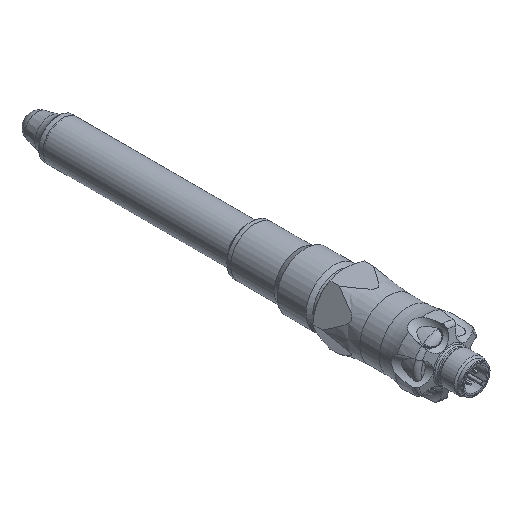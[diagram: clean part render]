
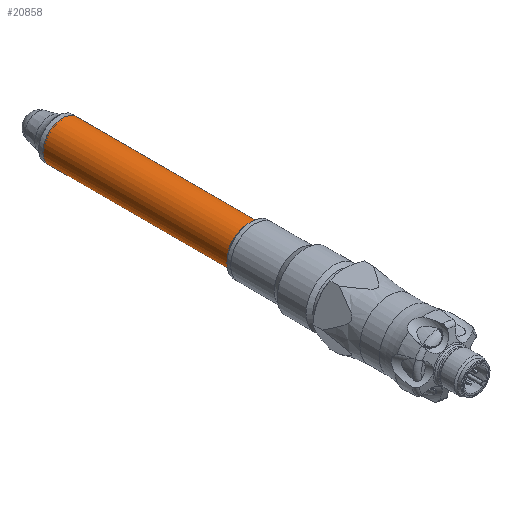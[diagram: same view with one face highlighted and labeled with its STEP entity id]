
A CAD part, isometric view. The second image highlights one B-rep face of the part: STEP entity #20858.
In plain terms, the highlighted cylindrical face has radius 7.3 mm (diameter 14.6 mm), a full revolution.
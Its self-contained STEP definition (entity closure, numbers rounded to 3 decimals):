
#7385=ORIENTED_EDGE('',*,*,#9608,.F.);
#7386=ORIENTED_EDGE('',*,*,#9607,.F.);
#9607=EDGE_CURVE('',#11015,#11015,#11669,.T.);
#9608=EDGE_CURVE('',#11016,#11016,#11670,.F.);
#11015=VERTEX_POINT('',#33700);
#11016=VERTEX_POINT('',#33703);
#11669=CIRCLE('',#22467,7.3);
#11670=CIRCLE('',#22469,7.3);
#12631=EDGE_LOOP('',(#7385));
#12632=EDGE_LOOP('',(#7386));
#13626=FACE_BOUND('',#12631,.T.);
#13627=FACE_BOUND('',#12632,.T.);
#13934=CYLINDRICAL_SURFACE('',#22468,7.3);
#20858=ADVANCED_FACE('',(#13626,#13627),#13934,.T.);
#22467=AXIS2_PLACEMENT_3D('',#33699,#26612,#26613);
#22468=AXIS2_PLACEMENT_3D('',#33701,#26614,#26615);
#22469=AXIS2_PLACEMENT_3D('',#33702,#26616,#26617);
#26612=DIRECTION('',(0.,1.,0.));
#26613=DIRECTION('',(1.,0.,0.));
#26614=DIRECTION('',(0.,1.,0.));
#26615=DIRECTION('',(0.,0.,1.));
#26616=DIRECTION('',(0.,1.,0.));
#26617=DIRECTION('',(0.,0.,1.));
#33699=CARTESIAN_POINT('',(0.,71.15,0.));
#33700=CARTESIAN_POINT('',(7.3,71.15,0.));
#33701=CARTESIAN_POINT('',(0.,2.65,0.));
#33702=CARTESIAN_POINT('',(0.,2.65,0.));
#33703=CARTESIAN_POINT('',(0.,2.65,7.3));
